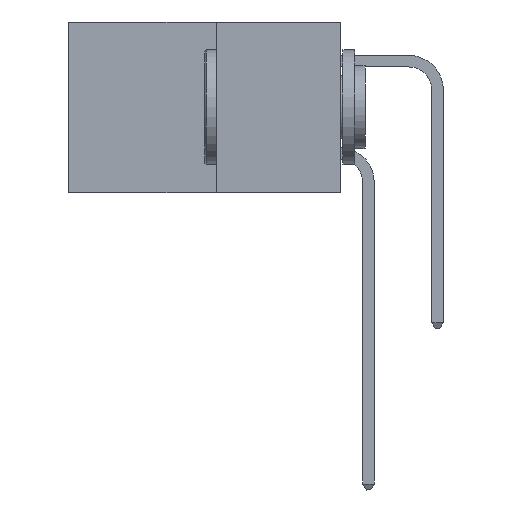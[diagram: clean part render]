
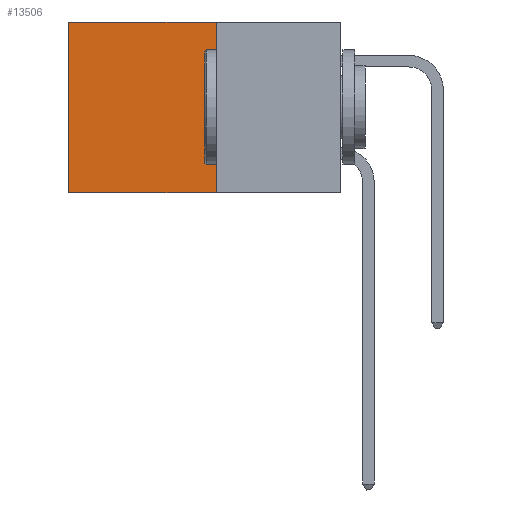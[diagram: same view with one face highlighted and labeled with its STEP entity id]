
A CAD part, left-side view. The second image highlights one B-rep face of the part: STEP entity #13506.
In plain terms, the highlighted planar face has unit normal (-1, 0, 0).
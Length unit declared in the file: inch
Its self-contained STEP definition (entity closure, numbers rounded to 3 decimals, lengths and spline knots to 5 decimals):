
#1382 = CARTESIAN_POINT ( 'NONE',  ( 0.277, 0.59, 0. ) ) ;
#2148 = CARTESIAN_POINT ( 'NONE',  ( 0.277, 0.27, 0. ) ) ;
#2233 = EDGE_CURVE ( 'NONE', #10576, #24103, #29511, .T. ) ;
#2268 = DIRECTION ( 'NONE',  ( 0., 0., -1. ) ) ;
#2681 = ORIENTED_EDGE ( 'NONE', *, *, #16323, .F. ) ;
#3343 = AXIS2_PLACEMENT_3D ( 'NONE', #6043, #8747, #27790 ) ;
#4200 = ORIENTED_EDGE ( 'NONE', *, *, #7035, .T. ) ;
#5748 = CARTESIAN_POINT ( 'NONE',  ( 0.277, 0.27, -0.37 ) ) ;
#6043 = CARTESIAN_POINT ( 'NONE',  ( 0.277, 0.27, -0.37 ) ) ;
#6274 = CARTESIAN_POINT ( 'NONE',  ( 0.277, 0.27, -0.37 ) ) ;
#7035 = EDGE_CURVE ( 'NONE', #29731, #24103, #27589, .T. ) ;
#7593 = VECTOR ( 'NONE', #2268, 39.37008 ) ;
#8747 = DIRECTION ( 'NONE',  ( 1., 0., 0. ) ) ;
#10297 = DIRECTION ( 'NONE',  ( 0., 1., 0. ) ) ;
#10576 = VERTEX_POINT ( 'NONE', #5748 ) ;
#11788 = VECTOR ( 'NONE', #10297, 39.37008 ) ;
#13210 = CARTESIAN_POINT ( 'NONE',  ( 0.277, 0.27, 0. ) ) ;
#13506 = ADVANCED_FACE ( 'NONE', ( #18489 ), #22408, .F. ) ;
#14222 = EDGE_LOOP ( 'NONE', ( #4200, #24690, #2681, #22810 ) ) ;
#14621 = DIRECTION ( 'NONE',  ( 0., 0., -1. ) ) ;
#16323 = EDGE_CURVE ( 'NONE', #23533, #10576, #30980, .T. ) ;
#18489 = FACE_OUTER_BOUND ( 'NONE', #14222, .T. ) ;
#19125 = LINE ( 'NONE', #2148, #11788 ) ;
#20882 = CARTESIAN_POINT ( 'NONE',  ( 0.277, 0.59, -0.37 ) ) ;
#21384 = CARTESIAN_POINT ( 'NONE',  ( 0.277, 0.59, -0.37 ) ) ;
#22408 = PLANE ( 'NONE',  #3343 ) ;
#22810 = ORIENTED_EDGE ( 'NONE', *, *, #26022, .T. ) ;
#23533 = VERTEX_POINT ( 'NONE', #13210 ) ;
#23901 = CARTESIAN_POINT ( 'NONE',  ( 0.277, 0.27, -0.37 ) ) ;
#24103 = VERTEX_POINT ( 'NONE', #20882 ) ;
#24690 = ORIENTED_EDGE ( 'NONE', *, *, #2233, .F. ) ;
#26022 = EDGE_CURVE ( 'NONE', #23533, #29731, #19125, .T. ) ;
#27589 = LINE ( 'NONE', #21384, #7593 ) ;
#27790 = DIRECTION ( 'NONE',  ( 0., 0., -1. ) ) ;
#28678 = VECTOR ( 'NONE', #32779, 39.37008 ) ;
#29511 = LINE ( 'NONE', #23901, #28678 ) ;
#29731 = VERTEX_POINT ( 'NONE', #1382 ) ;
#30160 = VECTOR ( 'NONE', #14621, 39.37008 ) ;
#30980 = LINE ( 'NONE', #6274, #30160 ) ;
#32779 = DIRECTION ( 'NONE',  ( 0., 1., 0. ) ) ;
